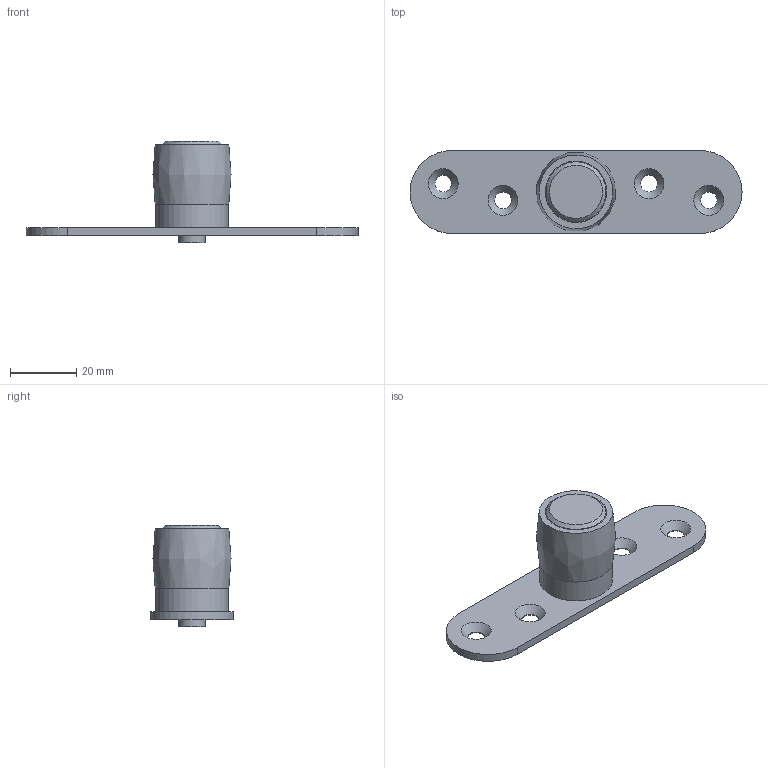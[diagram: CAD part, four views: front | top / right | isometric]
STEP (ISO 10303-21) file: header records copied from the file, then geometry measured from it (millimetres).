
FILE_DESCRIPTION((''),'2;1');
FILE_NAME('1099.stp','2007-07-10T11:25:05',('Marc'),(''),'Autodesk Inventor 2008','Autodesk Inventor 2008','');
FILE_SCHEMA(('AUTOMOTIVE_DESIGN { 1 0 10303 214 1 1 1 1 }'));
Length unit declared in the file: millimetre
Products named in the file (5): 1099; 15186; 14542; 13589; 14543
Assembly tree (4 placements, depth 2):
  1099
    15186
    14542
    13589
    14543
Bounding box: 100 x 25 x 30.5 mm (x, y, z)
Volume: 15944.5 mm3; surface area: 10845.6 mm2
Topology: 4 solids, 4 shells, 33 faces, 66 edges, 44 vertices
Faces by surface type: plane 13, bspline 10, cylinder 9, cone 1
Full cylindrical faces by diameter (mm): 8 x1, 14 x1, 14.3 x1, 14.5 x1, 18 x1, 18.5 x1, 22 x1
Entity records: 1063 total; most frequent: CARTESIAN_POINT 303, DIRECTION 142, ORIENTED_EDGE 86, EDGE_LOOP 68, AXIS2_PLACEMENT_3D 67, EDGE_CURVE 43, VERTEX_POINT 39, CIRCLE 35
